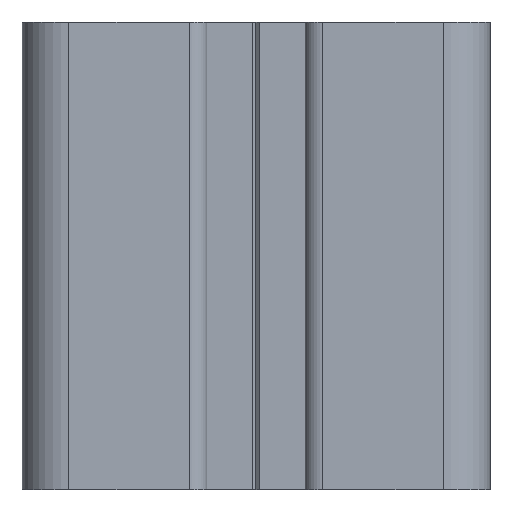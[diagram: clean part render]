
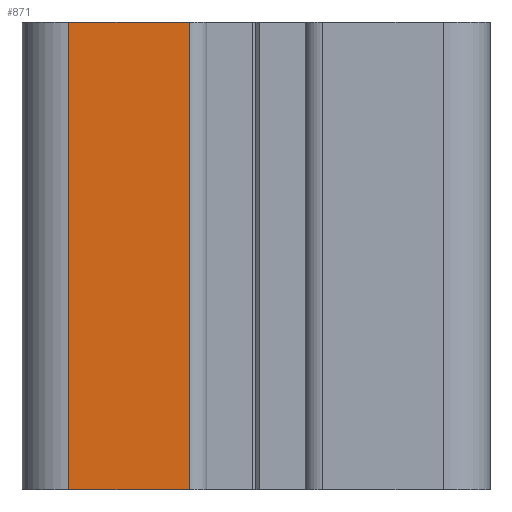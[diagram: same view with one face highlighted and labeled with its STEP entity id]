
A CAD part, left-side view. The second image highlights one B-rep face of the part: STEP entity #871.
In plain terms, the highlighted planar face has unit normal (-1, 0, 0).
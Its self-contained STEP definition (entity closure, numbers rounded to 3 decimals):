
#142 = VECTOR ( 'NONE', #182, 1000. ) ;
#182 = DIRECTION ( 'NONE',  ( 0., -1., 0. ) ) ;
#297 = CARTESIAN_POINT ( 'NONE',  ( 211.606, 124.77, 40. ) ) ;
#377 = CARTESIAN_POINT ( 'NONE',  ( 211.606, 124.77, 0. ) ) ;
#553 = FACE_OUTER_BOUND ( 'NONE', #5458, .T. ) ;
#871 = ADVANCED_FACE ( 'NONE', ( #553 ), #5371, .F. ) ;
#885 = CARTESIAN_POINT ( 'NONE',  ( 211.606, 124.77, 40. ) ) ;
#1035 = VECTOR ( 'NONE', #4930, 1000. ) ;
#1427 = CARTESIAN_POINT ( 'NONE',  ( 211.606, 124.77, 40. ) ) ;
#1573 = CARTESIAN_POINT ( 'NONE',  ( 211.606, 124.77, 40. ) ) ;
#1859 = EDGE_CURVE ( 'NONE', #2566, #1916, #3032, .T. ) ;
#1916 = VERTEX_POINT ( 'NONE', #2896 ) ;
#2566 = VERTEX_POINT ( 'NONE', #4667 ) ;
#2584 = EDGE_CURVE ( 'NONE', #5080, #4848, #7952, .T. ) ;
#2769 = DIRECTION ( 'NONE',  ( 0., 0., -1. ) ) ;
#2847 = DIRECTION ( 'NONE',  ( 1., 0., 0. ) ) ;
#2896 = CARTESIAN_POINT ( 'NONE',  ( 211.606, 124.77, 0. ) ) ;
#3032 = LINE ( 'NONE', #377, #6100 ) ;
#3518 = VECTOR ( 'NONE', #2769, 1000. ) ;
#4417 = LINE ( 'NONE', #6831, #1035 ) ;
#4667 = CARTESIAN_POINT ( 'NONE',  ( 211.606, 135.07, 0. ) ) ;
#4761 = ORIENTED_EDGE ( 'NONE', *, *, #1859, .T. ) ;
#4848 = VERTEX_POINT ( 'NONE', #297 ) ;
#4930 = DIRECTION ( 'NONE',  ( 0., 0., -1. ) ) ;
#5080 = VERTEX_POINT ( 'NONE', #7859 ) ;
#5371 = PLANE ( 'NONE',  #7740 ) ;
#5458 = EDGE_LOOP ( 'NONE', ( #4761, #5862, #6293, #6410 ) ) ;
#5794 = LINE ( 'NONE', #885, #3518 ) ;
#5862 = ORIENTED_EDGE ( 'NONE', *, *, #6582, .F. ) ;
#6100 = VECTOR ( 'NONE', #8014, 1000. ) ;
#6293 = ORIENTED_EDGE ( 'NONE', *, *, #2584, .F. ) ;
#6410 = ORIENTED_EDGE ( 'NONE', *, *, #6823, .T. ) ;
#6582 = EDGE_CURVE ( 'NONE', #4848, #1916, #5794, .T. ) ;
#6823 = EDGE_CURVE ( 'NONE', #5080, #2566, #4417, .T. ) ;
#6831 = CARTESIAN_POINT ( 'NONE',  ( 211.606, 135.07, 40. ) ) ;
#7248 = DIRECTION ( 'NONE',  ( 0., 0., -1. ) ) ;
#7740 = AXIS2_PLACEMENT_3D ( 'NONE', #1573, #2847, #7248 ) ;
#7859 = CARTESIAN_POINT ( 'NONE',  ( 211.606, 135.07, 40. ) ) ;
#7952 = LINE ( 'NONE', #1427, #142 ) ;
#8014 = DIRECTION ( 'NONE',  ( 0., -1., 0. ) ) ;
